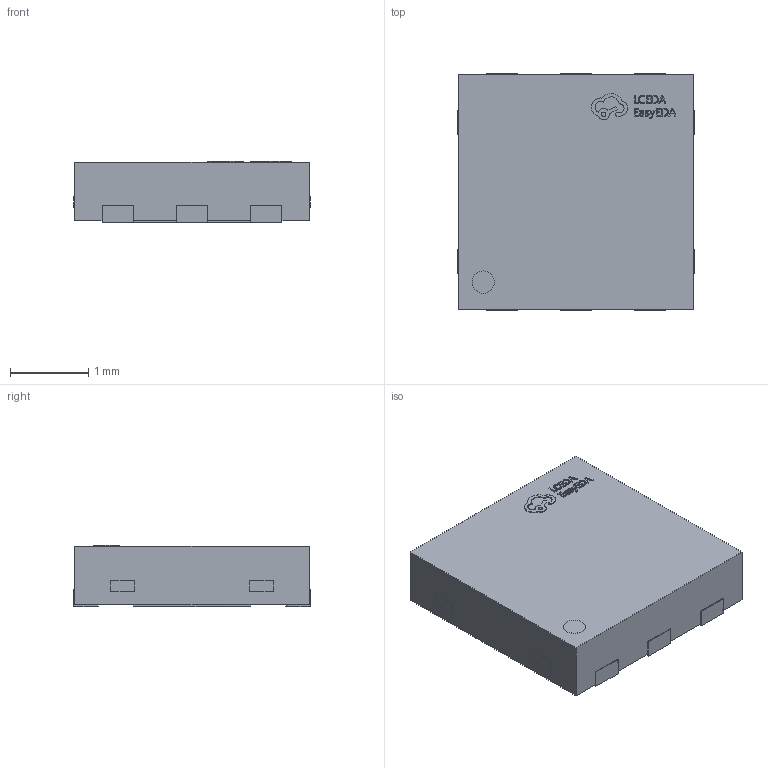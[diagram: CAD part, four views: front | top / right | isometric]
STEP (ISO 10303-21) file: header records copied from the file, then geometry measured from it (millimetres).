
FILE_DESCRIPTION (( 'STEP AP214' ), '1' );
FILE_NAME ('TDFN-6_L3.0-W3.0-P0.95-BL-EP.step', '2022-06-30T13:54:07', ( '' ), ( '' ), 'SwSTEP 2.0', 'SolidWorks 2020', '' );
FILE_SCHEMA (( 'AUTOMOTIVE_DESIGN' ));
Length unit declared in the file: millimetre
Products named in the file (1): TDFN-6_L3.0-W3.0-P0.95-BL-EP
Bounding box: 3.02 x 3.02 x 0.79 mm (x, y, z)
Volume: 6.9 mm3; surface area: 27.6 mm2
Topology: 1 solids, 1 shells, 366 faces, 996 edges, 664 vertices
Faces by surface type: plane 240, bspline 112, cylinder 14
Entity records: 16700 total; most frequent: CARTESIAN_POINT 4131, ORIENTED_EDGE 1992, DIRECTION 1306, EDGE_CURVE 996, LINE 740, VECTOR 740, VERTEX_POINT 664, EDGE_LOOP 398
